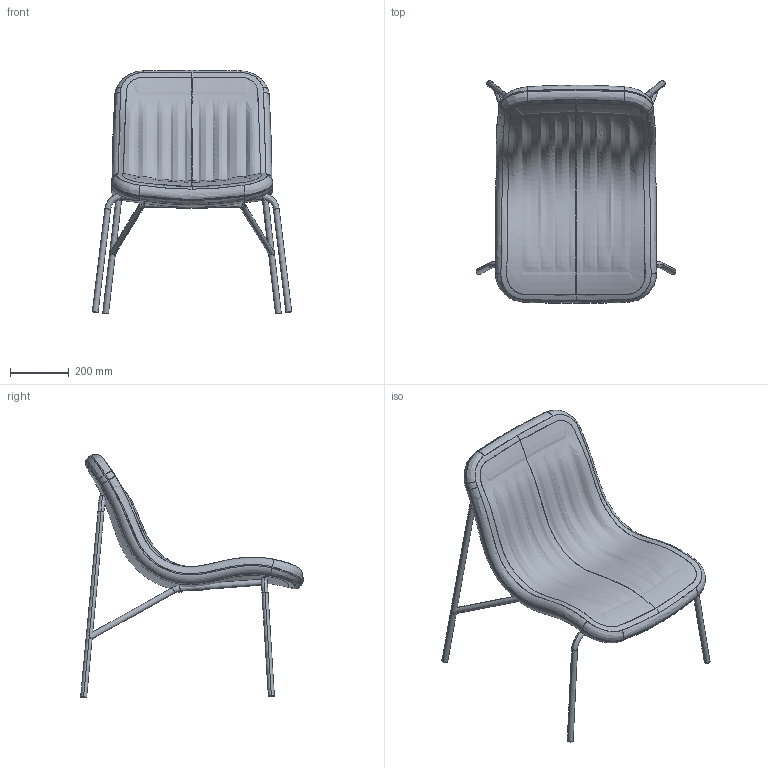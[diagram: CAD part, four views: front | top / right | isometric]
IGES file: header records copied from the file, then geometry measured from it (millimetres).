
Start section: SolidWorks IGES file using analytic representation for surfaces
Global section: file name: ANDREW_3D.IGS; native system: SolidWorks 2016; preprocessor: SolidWorks 2016; author: serena.trevisiol; date: 160526.113704; units: millimetre
Bounding box: 680 x 759.87 x 830 mm (x, y, z)
Surface area: 1451425.5 mm2 (no closed solid volume)
Topology: 0 solids, 0 shells, 79 faces, 1677 edges, 1677 vertices
Faces by surface type: bspline 79
